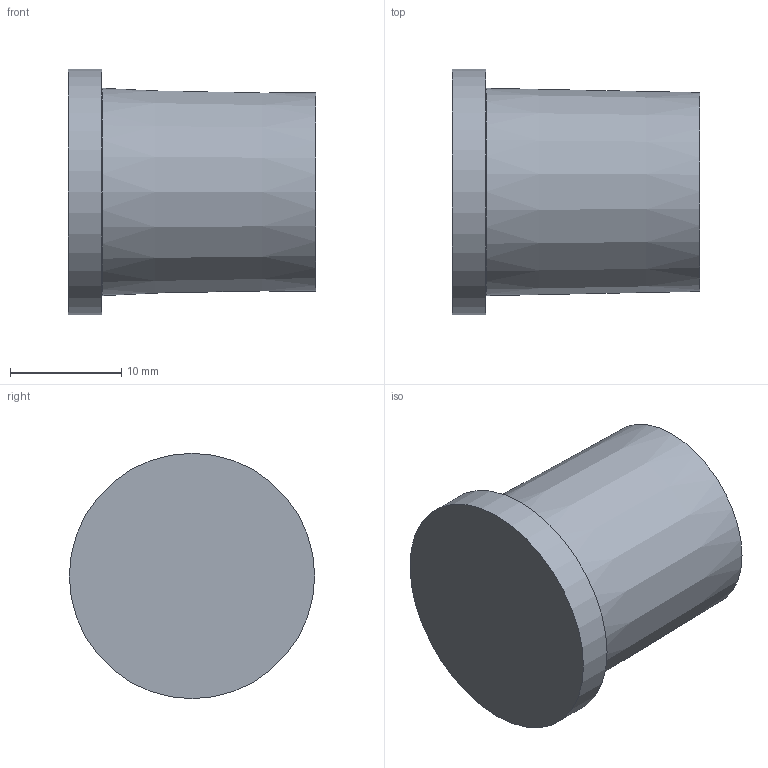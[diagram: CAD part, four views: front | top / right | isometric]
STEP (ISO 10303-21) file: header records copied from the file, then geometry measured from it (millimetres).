
FILE_DESCRIPTION(/* description */ (''),/* implementation_level */ '2;1');
FILE_NAME(/* name */ 'Tapon 15mm.step',/* time_stamp */ '2020-04-01T17:12:08+02:00',/* author */ (''),/* organization */ (''),/* preprocessor_version */ 'ST-DEVELOPER v18',/* originating_system */ 'Autodesk Translation Framework v8.12.0.6',/* authorisation */ '');
FILE_SCHEMA (('AUTOMOTIVE_DESIGN { 1 0 10303 214 3 1 1 }'));
Length unit declared in the file: millimetre
Products named in the file (2): Tapon 15mm; Conector Rigido 22-15 v2
Assembly tree (1 placements, depth 2):
  Tapon 15mm
    Conector Rigido 22-15 v2
Bounding box: 22.2 x 22 x 22 mm (x, y, z)
Volume: 2651.9 mm3; surface area: 3140.4 mm2
Topology: 2 solids, 2 shells, 7 faces, 12 edges, 8 vertices
Faces by surface type: cone 3, plane 3, cylinder 1
Full cylindrical faces by diameter (mm): 22 x1
Entity records: 232 total; most frequent: DIRECTION 40, CARTESIAN_POINT 30, ORIENTED_EDGE 24, AXIS2_PLACEMENT_3D 18, EDGE_CURVE 12, EDGE_LOOP 8, CIRCLE 8, VERTEX_POINT 8
